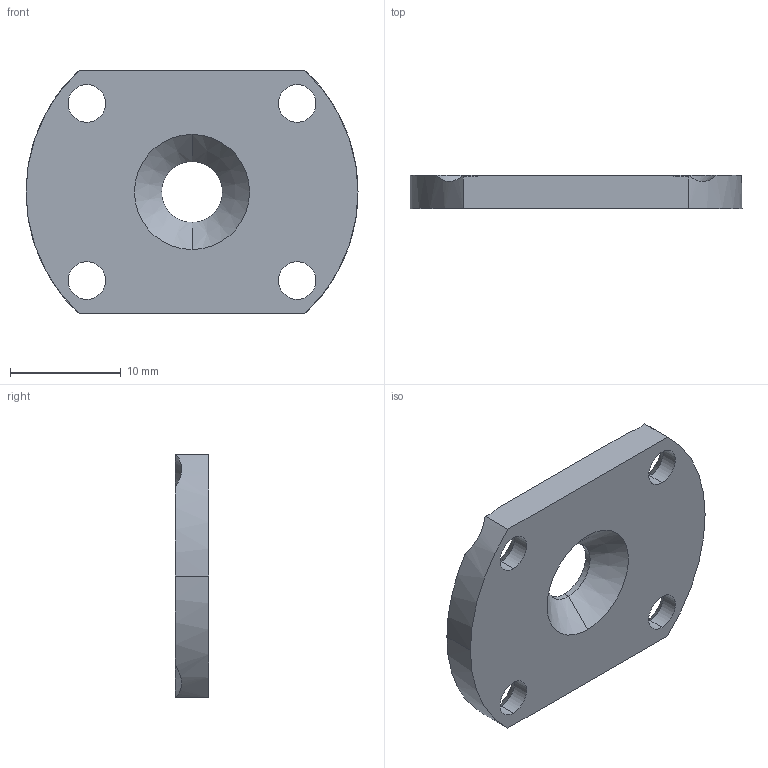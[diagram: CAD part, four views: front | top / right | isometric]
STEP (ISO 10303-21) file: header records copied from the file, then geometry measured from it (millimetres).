
FILE_DESCRIPTION (( 'STEP AP214' ), '1' );
FILE_NAME ('PER3-USI-001A-SUPPORT AIMANT.STEP', '2021-07-29T06:53:08', ( '' ), ( '' ), 'SwSTEP 2.0', 'SolidWorks 2021', '' );
FILE_SCHEMA (( 'AUTOMOTIVE_DESIGN' ));
Length unit declared in the file: millimetre
Products named in the file (1): PER3-USI-001A-SUPPORT AIMANT
Bounding box: 30 x 3 x 22 mm (x, y, z)
Volume: 1480.7 mm3; surface area: 1468.2 mm2
Topology: 1 solids, 1 shells, 27 faces, 77 edges, 48 vertices
Faces by surface type: cylinder 13, cone 10, plane 4
Entity records: 989 total; most frequent: CARTESIAN_POINT 225, DIRECTION 157, ORIENTED_EDGE 154, EDGE_CURVE 77, AXIS2_PLACEMENT_3D 64, VERTEX_POINT 48, CIRCLE 36, EDGE_LOOP 33
